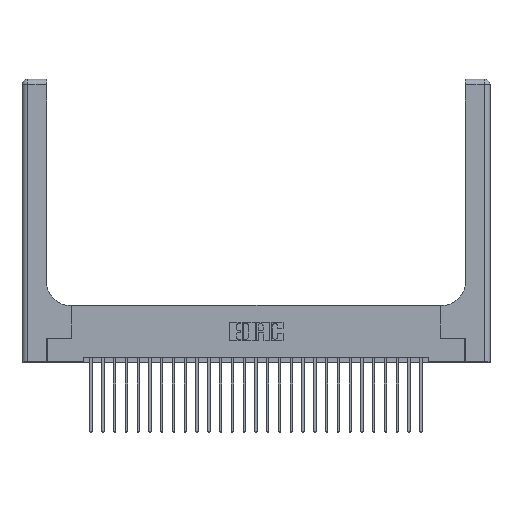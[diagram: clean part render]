
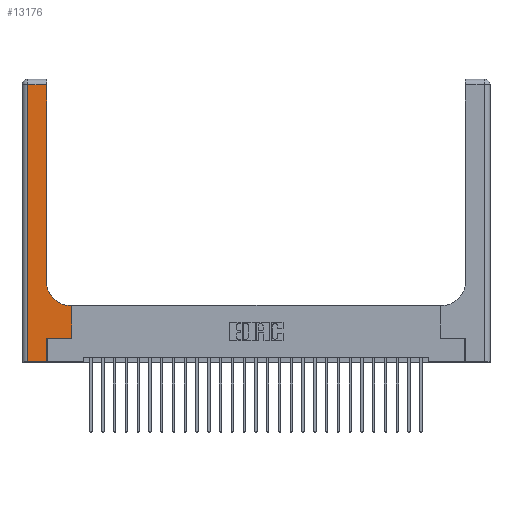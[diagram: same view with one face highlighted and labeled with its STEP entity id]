
A CAD part, top view. The second image highlights one B-rep face of the part: STEP entity #13176.
In plain terms, the highlighted planar face has unit normal (0, 0, 1).
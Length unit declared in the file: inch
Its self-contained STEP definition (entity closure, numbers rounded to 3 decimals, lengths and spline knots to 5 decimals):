
#47 = LINE ( 'NONE', #8184, #18876 ) ;
#91 = CARTESIAN_POINT ( 'NONE',  ( 0.265, 0.25, 0.37 ) ) ;
#419 = DIRECTION ( 'NONE',  ( 0., 1., 0. ) ) ;
#453 = VERTEX_POINT ( 'NONE', #15530 ) ;
#1118 = ORIENTED_EDGE ( 'NONE', *, *, #14301, .T. ) ;
#1942 = CARTESIAN_POINT ( 'NONE',  ( 0.528, 0.25, 0.37 ) ) ;
#2101 = ORIENTED_EDGE ( 'NONE', *, *, #2497, .T. ) ;
#2497 = EDGE_CURVE ( 'NONE', #20031, #6593, #16442, .T. ) ;
#3289 = ORIENTED_EDGE ( 'NONE', *, *, #18753, .T. ) ;
#4061 = EDGE_CURVE ( 'NONE', #5307, #8202, #26191, .T. ) ;
#5307 = VERTEX_POINT ( 'NONE', #10678 ) ;
#5919 = CARTESIAN_POINT ( 'NONE',  ( 0.51, 0.6, 0.37 ) ) ;
#6133 = LINE ( 'NONE', #24239, #16395 ) ;
#6593 = VERTEX_POINT ( 'NONE', #8670 ) ;
#6855 = DIRECTION ( 'NONE',  ( 0., 1., 0. ) ) ;
#7168 = VECTOR ( 'NONE', #15251, 39.37008 ) ;
#7229 = LINE ( 'NONE', #19743, #7168 ) ;
#7311 = EDGE_CURVE ( 'NONE', #7475, #453, #17570, .T. ) ;
#7391 = EDGE_LOOP ( 'NONE', ( #3289, #14193, #1118, #19511, #9894, #8955, #10143, #12194, #2101 ) ) ;
#7428 = DIRECTION ( 'NONE',  ( 1., 0., 0. ) ) ;
#7475 = VERTEX_POINT ( 'NONE', #14366 ) ;
#7783 = DIRECTION ( 'NONE',  ( 0., 1., 0. ) ) ;
#7952 = LINE ( 'NONE', #16100, #23552 ) ;
#8184 = CARTESIAN_POINT ( 'NONE',  ( 0.26, 0.6, 0.37 ) ) ;
#8202 = VERTEX_POINT ( 'NONE', #23618 ) ;
#8232 = EDGE_CURVE ( 'NONE', #14234, #22362, #7229, .T. ) ;
#8345 = AXIS2_PLACEMENT_3D ( 'NONE', #25672, #19673, #7428 ) ;
#8588 = DIRECTION ( 'NONE',  ( -1., 0., 0. ) ) ;
#8670 = CARTESIAN_POINT ( 'NONE',  ( 0.26, 0.85, 0.37 ) ) ;
#8955 = ORIENTED_EDGE ( 'NONE', *, *, #16741, .T. ) ;
#9657 = VECTOR ( 'NONE', #7783, 39.37008 ) ;
#9894 = ORIENTED_EDGE ( 'NONE', *, *, #26124, .T. ) ;
#10143 = ORIENTED_EDGE ( 'NONE', *, *, #4061, .T. ) ;
#10678 = CARTESIAN_POINT ( 'NONE',  ( 0.528, 0.25, 0.37 ) ) ;
#10838 = PLANE ( 'NONE',  #20514 ) ;
#12194 = ORIENTED_EDGE ( 'NONE', *, *, #14829, .T. ) ;
#12610 = VECTOR ( 'NONE', #25675, 39.37008 ) ;
#12726 = CARTESIAN_POINT ( 'NONE',  ( 0., 3., 0.37 ) ) ;
#12839 = CARTESIAN_POINT ( 'NONE',  ( 0.265, 0., 0.37 ) ) ;
#13176 = ADVANCED_FACE ( 'NONE', ( #22695 ), #10838, .F. ) ;
#13361 = CARTESIAN_POINT ( 'NONE',  ( 0.06, 0., 0.37 ) ) ;
#14193 = ORIENTED_EDGE ( 'NONE', *, *, #7311, .T. ) ;
#14234 = VERTEX_POINT ( 'NONE', #13361 ) ;
#14301 = EDGE_CURVE ( 'NONE', #453, #14234, #7952, .T. ) ;
#14366 = CARTESIAN_POINT ( 'NONE',  ( 0.26, 2.94, 0.37 ) ) ;
#14721 = DIRECTION ( 'NONE',  ( 0., 0., -1. ) ) ;
#14829 = EDGE_CURVE ( 'NONE', #8202, #20031, #47, .T. ) ;
#15251 = DIRECTION ( 'NONE',  ( 1., 0., 0. ) ) ;
#15442 = CARTESIAN_POINT ( 'NONE',  ( 0., 2.94, 0.37 ) ) ;
#15530 = CARTESIAN_POINT ( 'NONE',  ( 0.06, 2.94, 0.37 ) ) ;
#16100 = CARTESIAN_POINT ( 'NONE',  ( 0.06, 3., 0.37 ) ) ;
#16395 = VECTOR ( 'NONE', #22662, 39.37008 ) ;
#16442 = CIRCLE ( 'NONE', #8345, 0.25 ) ;
#16741 = EDGE_CURVE ( 'NONE', #25663, #5307, #6133, .T. ) ;
#17570 = LINE ( 'NONE', #15442, #12610 ) ;
#17966 = DIRECTION ( 'NONE',  ( 0., -1., 0. ) ) ;
#18133 = VECTOR ( 'NONE', #6855, 39.37008 ) ;
#18687 = LINE ( 'NONE', #22686, #25150 ) ;
#18753 = EDGE_CURVE ( 'NONE', #6593, #7475, #21655, .T. ) ;
#18876 = VECTOR ( 'NONE', #8588, 39.37008 ) ;
#18954 = DIRECTION ( 'NONE',  ( -1., 0., 0. ) ) ;
#19511 = ORIENTED_EDGE ( 'NONE', *, *, #8232, .T. ) ;
#19673 = DIRECTION ( 'NONE',  ( 0., 0., -1. ) ) ;
#19743 = CARTESIAN_POINT ( 'NONE',  ( 0., 0., 0.37 ) ) ;
#19782 = CARTESIAN_POINT ( 'NONE',  ( 0.26, 3., 0.37 ) ) ;
#20031 = VERTEX_POINT ( 'NONE', #5919 ) ;
#20514 = AXIS2_PLACEMENT_3D ( 'NONE', #12726, #14721, #18954 ) ;
#21655 = LINE ( 'NONE', #19782, #9657 ) ;
#22362 = VERTEX_POINT ( 'NONE', #12839 ) ;
#22662 = DIRECTION ( 'NONE',  ( 1., 0., 0. ) ) ;
#22686 = CARTESIAN_POINT ( 'NONE',  ( 0.265, 0., 0.37 ) ) ;
#22695 = FACE_OUTER_BOUND ( 'NONE', #7391, .T. ) ;
#23552 = VECTOR ( 'NONE', #17966, 39.37008 ) ;
#23618 = CARTESIAN_POINT ( 'NONE',  ( 0.528, 0.6, 0.37 ) ) ;
#24239 = CARTESIAN_POINT ( 'NONE',  ( 0.265, 0.25, 0.37 ) ) ;
#25150 = VECTOR ( 'NONE', #419, 39.37008 ) ;
#25663 = VERTEX_POINT ( 'NONE', #91 ) ;
#25672 = CARTESIAN_POINT ( 'NONE',  ( 0.51, 0.85, 0.37 ) ) ;
#25675 = DIRECTION ( 'NONE',  ( -1., 0., 0. ) ) ;
#26124 = EDGE_CURVE ( 'NONE', #22362, #25663, #18687, .T. ) ;
#26191 = LINE ( 'NONE', #1942, #18133 ) ;
